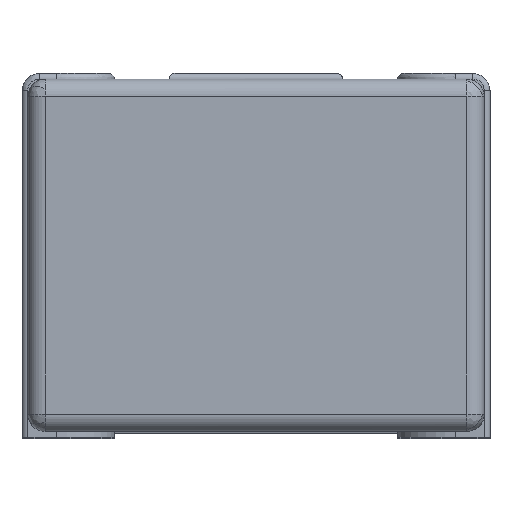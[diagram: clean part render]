
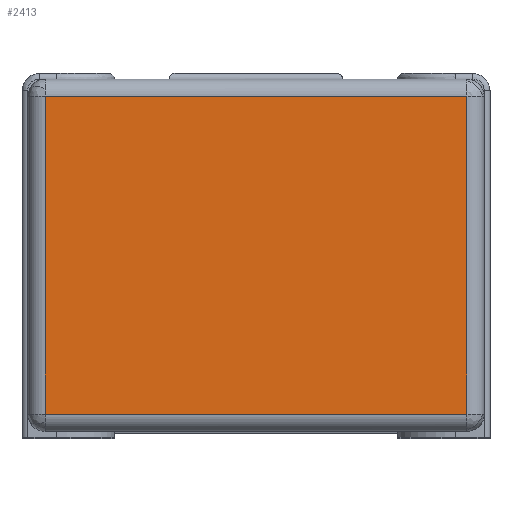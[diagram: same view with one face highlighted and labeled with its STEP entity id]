
A CAD part, top view. The second image highlights one B-rep face of the part: STEP entity #2413.
In plain terms, the highlighted planar face has unit normal (0, 0, 1).
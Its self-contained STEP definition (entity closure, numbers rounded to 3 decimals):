
#27 = VECTOR ( 'NONE', #1629, 1000. ) ;
#40 = DIRECTION ( 'NONE',  ( -1., 0., 0. ) ) ;
#56 = EDGE_CURVE ( 'NONE', #1527, #186, #269, .T. ) ;
#123 = ORIENTED_EDGE ( 'NONE', *, *, #711, .T. ) ;
#186 = VERTEX_POINT ( 'NONE', #3864 ) ;
#269 = LINE ( 'NONE', #1325, #1962 ) ;
#308 = DIRECTION ( 'NONE',  ( 1., 0., 0. ) ) ;
#555 = AXIS2_PLACEMENT_3D ( 'NONE', #3948, #3054, #308 ) ;
#702 = LINE ( 'NONE', #3011, #2081 ) ;
#711 = EDGE_CURVE ( 'NONE', #1775, #1527, #1023, .T. ) ;
#1023 = LINE ( 'NONE', #2814, #27 ) ;
#1287 = DIRECTION ( 'NONE',  ( 0., -1., 0. ) ) ;
#1325 = CARTESIAN_POINT ( 'NONE',  ( -0.365, 0., 0.8 ) ) ;
#1527 = VERTEX_POINT ( 'NONE', #1998 ) ;
#1629 = DIRECTION ( 'NONE',  ( -1., 0., 0. ) ) ;
#1742 = EDGE_CURVE ( 'NONE', #3462, #186, #2748, .T. ) ;
#1775 = VERTEX_POINT ( 'NONE', #3229 ) ;
#1926 = VECTOR ( 'NONE', #40, 1000. ) ;
#1962 = VECTOR ( 'NONE', #1287, 1000. ) ;
#1998 = CARTESIAN_POINT ( 'NONE',  ( -0.365, 0.58, 0.8 ) ) ;
#2026 = ORIENTED_EDGE ( 'NONE', *, *, #56, .T. ) ;
#2081 = VECTOR ( 'NONE', #2137, 1000. ) ;
#2137 = DIRECTION ( 'NONE',  ( 0., 1., 0. ) ) ;
#2390 = PLANE ( 'NONE',  #555 ) ;
#2413 = ADVANCED_FACE ( 'NONE', ( #3001 ), #2390, .T. ) ;
#2748 = LINE ( 'NONE', #3008, #1926 ) ;
#2758 = CARTESIAN_POINT ( 'NONE',  ( 0.365, 0.03, 0.8 ) ) ;
#2814 = CARTESIAN_POINT ( 'NONE',  ( -0.395, 0.58, 0.8 ) ) ;
#2990 = EDGE_LOOP ( 'NONE', ( #123, #2026, #3332, #3803 ) ) ;
#3001 = FACE_OUTER_BOUND ( 'NONE', #2990, .T. ) ;
#3008 = CARTESIAN_POINT ( 'NONE',  ( -0.198, 0.03, 0.8 ) ) ;
#3011 = CARTESIAN_POINT ( 'NONE',  ( 0.365, 0., 0.8 ) ) ;
#3054 = DIRECTION ( 'NONE',  ( 0., 0., 1. ) ) ;
#3229 = CARTESIAN_POINT ( 'NONE',  ( 0.365, 0.58, 0.8 ) ) ;
#3332 = ORIENTED_EDGE ( 'NONE', *, *, #1742, .F. ) ;
#3462 = VERTEX_POINT ( 'NONE', #2758 ) ;
#3759 = EDGE_CURVE ( 'NONE', #3462, #1775, #702, .T. ) ;
#3803 = ORIENTED_EDGE ( 'NONE', *, *, #3759, .T. ) ;
#3864 = CARTESIAN_POINT ( 'NONE',  ( -0.365, 0.03, 0.8 ) ) ;
#3948 = CARTESIAN_POINT ( 'NONE',  ( -0.395, 0., 0.8 ) ) ;
